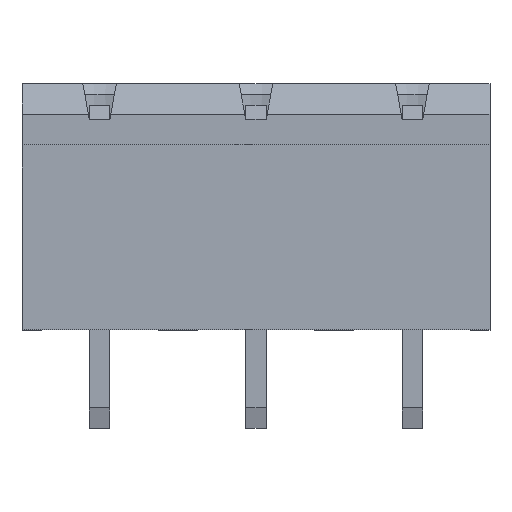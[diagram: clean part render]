
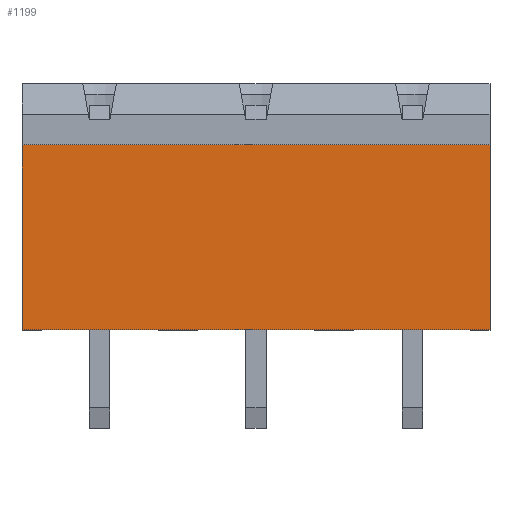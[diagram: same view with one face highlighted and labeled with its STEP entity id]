
A CAD part, top view. The second image highlights one B-rep face of the part: STEP entity #1199.
In plain terms, the highlighted planar face has unit normal (0, 0, 1).
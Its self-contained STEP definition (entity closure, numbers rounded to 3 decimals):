
#152 = EDGE_CURVE ( 'NONE', #4896, #4571, #2875, .T. ) ;
#221 = AXIS2_PLACEMENT_3D ( 'NONE', #5014, #4975, #4949 ) ;
#443 = CARTESIAN_POINT ( 'NONE',  ( 21.8, 0., 0. ) ) ;
#798 = DIRECTION ( 'NONE',  ( 0., 1., 0. ) ) ;
#1199 = ADVANCED_FACE ( 'NONE', ( #3865 ), #5986, .F. ) ;
#1229 = VERTEX_POINT ( 'NONE', #4740 ) ;
#1858 = ORIENTED_EDGE ( 'NONE', *, *, #3785, .F. ) ;
#1893 = CARTESIAN_POINT ( 'NONE',  ( -0.5, 0., 0. ) ) ;
#1907 = ORIENTED_EDGE ( 'NONE', *, *, #4448, .T. ) ;
#1962 = EDGE_CURVE ( 'NONE', #4571, #1229, #3089, .T. ) ;
#2011 = LINE ( 'NONE', #3359, #4953 ) ;
#2349 = ORIENTED_EDGE ( 'NONE', *, *, #152, .F. ) ;
#2354 = DIRECTION ( 'NONE',  ( -1., 0., 0. ) ) ;
#2594 = EDGE_LOOP ( 'NONE', ( #1907, #4242, #2349, #1858 ) ) ;
#2875 = LINE ( 'NONE', #443, #4168 ) ;
#2899 = VECTOR ( 'NONE', #798, 1000. ) ;
#3089 = LINE ( 'NONE', #5299, #2899 ) ;
#3359 = CARTESIAN_POINT ( 'NONE',  ( 22.3, 9.01, 0. ) ) ;
#3388 = LINE ( 'NONE', #6815, #5835 ) ;
#3785 = EDGE_CURVE ( 'NONE', #4446, #4896, #2011, .T. ) ;
#3865 = FACE_OUTER_BOUND ( 'NONE', #2594, .T. ) ;
#4168 = VECTOR ( 'NONE', #7061, 1000. ) ;
#4242 = ORIENTED_EDGE ( 'NONE', *, *, #1962, .F. ) ;
#4416 = DIRECTION ( 'NONE',  ( 0., -1., 0. ) ) ;
#4446 = VERTEX_POINT ( 'NONE', #6787 ) ;
#4448 = EDGE_CURVE ( 'NONE', #4446, #1229, #3388, .T. ) ;
#4571 = VERTEX_POINT ( 'NONE', #1893 ) ;
#4740 = CARTESIAN_POINT ( 'NONE',  ( -0.5, 9.01, 0. ) ) ;
#4896 = VERTEX_POINT ( 'NONE', #6148 ) ;
#4949 = DIRECTION ( 'NONE',  ( 0., 1., 0. ) ) ;
#4953 = VECTOR ( 'NONE', #4416, 1000. ) ;
#4975 = DIRECTION ( 'NONE',  ( 0., 0., -1. ) ) ;
#5014 = CARTESIAN_POINT ( 'NONE',  ( 21.8, 9.01, 0. ) ) ;
#5299 = CARTESIAN_POINT ( 'NONE',  ( -0.5, 0., 0. ) ) ;
#5835 = VECTOR ( 'NONE', #2354, 1000. ) ;
#5986 = PLANE ( 'NONE',  #221 ) ;
#6148 = CARTESIAN_POINT ( 'NONE',  ( 22.3, 0., 0. ) ) ;
#6787 = CARTESIAN_POINT ( 'NONE',  ( 22.3, 9.01, 0. ) ) ;
#6815 = CARTESIAN_POINT ( 'NONE',  ( 21.8, 9.01, 0. ) ) ;
#7061 = DIRECTION ( 'NONE',  ( -1., 0., 0. ) ) ;
